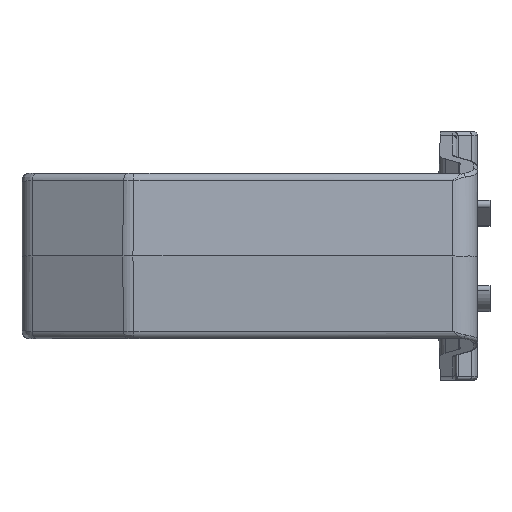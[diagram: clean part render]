
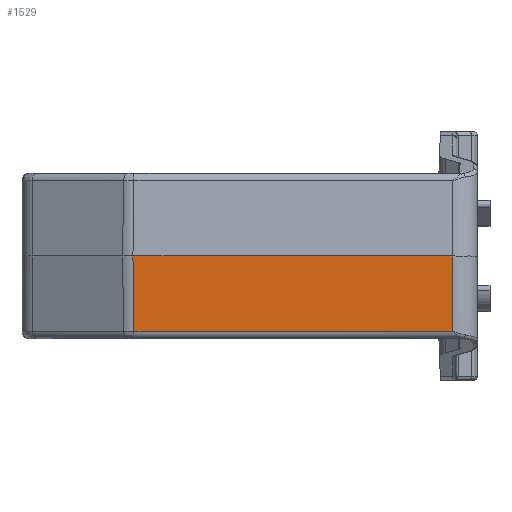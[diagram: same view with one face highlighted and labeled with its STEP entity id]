
A CAD part, left-side view. The second image highlights one B-rep face of the part: STEP entity #1529.
In plain terms, the highlighted planar face has unit normal (-0.999, 0, -0.052).
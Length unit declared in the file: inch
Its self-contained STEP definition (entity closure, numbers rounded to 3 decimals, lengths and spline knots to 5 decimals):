
#1529 = ADVANCED_FACE ( 'NONE', ( #32421 ), #32235, .T. ) ;
#3252 = VECTOR ( 'NONE', #26189, 39.37008 ) ;
#4817 = EDGE_CURVE ( 'NONE', #15611, #12313, #19345, .T. ) ;
#5278 = EDGE_CURVE ( 'NONE', #12313, #32053, #15857, .T. ) ;
#5547 = DIRECTION ( 'NONE',  ( 0., 1., 0. ) ) ;
#9728 = LINE ( 'NONE', #21106, #20788 ) ;
#9978 = EDGE_LOOP ( 'NONE', ( #35188, #23151, #14510, #31249 ) ) ;
#10775 = CARTESIAN_POINT ( 'NONE',  ( -1.85039, 1.66142, 0. ) ) ;
#11467 = CARTESIAN_POINT ( 'NONE',  ( -1.84417, 1.63341, -0.1188 ) ) ;
#11645 = CARTESIAN_POINT ( 'NONE',  ( -1.83794, 1.63174, -0.23759 ) ) ;
#12287 = DIRECTION ( 'NONE',  ( -0.999, 0., -0.052 ) ) ;
#12313 = VERTEX_POINT ( 'NONE', #26954 ) ;
#14510 = ORIENTED_EDGE ( 'NONE', *, *, #4817, .T. ) ;
#14813 = CARTESIAN_POINT ( 'NONE',  ( -1.85039, 1.63508, 0. ) ) ;
#15611 = VERTEX_POINT ( 'NONE', #28709 ) ;
#15857 = B_SPLINE_CURVE_WITH_KNOTS ( 'NONE', 3,
 ( #14813, #11467, #11645, #31771 ),
 .UNSPECIFIED., .F., .F.,
 ( 4, 4 ),
 ( 0., 1. ),
 .UNSPECIFIED. ) ;
#17550 = AXIS2_PLACEMENT_3D ( 'NONE', #18265, #12287, #21045 ) ;
#18131 = DIRECTION ( 'NONE',  ( 0., 1., 0. ) ) ;
#18265 = CARTESIAN_POINT ( 'NONE',  ( -1.85039, 1.66142, 0. ) ) ;
#18522 = LINE ( 'NONE', #34731, #3252 ) ;
#19345 = LINE ( 'NONE', #10775, #32659 ) ;
#20788 = VECTOR ( 'NONE', #18131, 39.37008 ) ;
#21045 = DIRECTION ( 'NONE',  ( -0.052, 0., 0.999 ) ) ;
#21106 = CARTESIAN_POINT ( 'NONE',  ( -1.83172, -2.83107, -0.35639 ) ) ;
#22459 = VERTEX_POINT ( 'NONE', #31030 ) ;
#23151 = ORIENTED_EDGE ( 'NONE', *, *, #33338, .F. ) ;
#25992 = EDGE_CURVE ( 'NONE', #22459, #32053, #9728, .T. ) ;
#26189 = DIRECTION ( 'NONE',  ( 0.052, 0., -0.999 ) ) ;
#26954 = CARTESIAN_POINT ( 'NONE',  ( -1.85039, 1.63508, 0. ) ) ;
#28709 = CARTESIAN_POINT ( 'NONE',  ( -1.85039, 0.11811, 0. ) ) ;
#31030 = CARTESIAN_POINT ( 'NONE',  ( -1.83172, 0.11811, -0.35639 ) ) ;
#31249 = ORIENTED_EDGE ( 'NONE', *, *, #5278, .T. ) ;
#31771 = CARTESIAN_POINT ( 'NONE',  ( -1.83172, 1.63008, -0.35639 ) ) ;
#32053 = VERTEX_POINT ( 'NONE', #33137 ) ;
#32235 = PLANE ( 'NONE',  #17550 ) ;
#32421 = FACE_OUTER_BOUND ( 'NONE', #9978, .T. ) ;
#32659 = VECTOR ( 'NONE', #5547, 39.37008 ) ;
#33137 = CARTESIAN_POINT ( 'NONE',  ( -1.83172, 1.63008, -0.35639 ) ) ;
#33338 = EDGE_CURVE ( 'NONE', #15611, #22459, #18522, .T. ) ;
#34731 = CARTESIAN_POINT ( 'NONE',  ( -1.96171, 0.11811, 2.12405 ) ) ;
#35188 = ORIENTED_EDGE ( 'NONE', *, *, #25992, .F. ) ;
